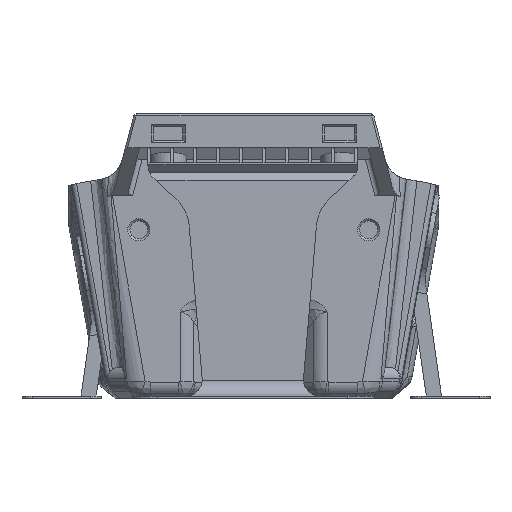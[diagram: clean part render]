
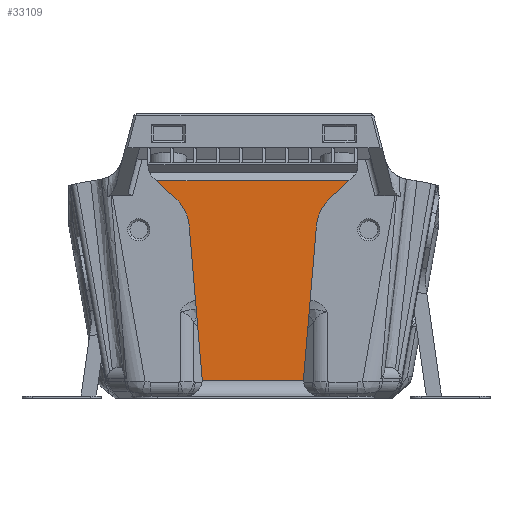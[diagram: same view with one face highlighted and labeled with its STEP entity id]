
A CAD part, front view. The second image highlights one B-rep face of the part: STEP entity #33109.
In plain terms, the highlighted planar face has unit normal (0, -1, 0).
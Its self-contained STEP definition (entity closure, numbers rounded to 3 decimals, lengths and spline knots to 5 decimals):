
#2039=CIRCLE('',#35909,0.003);
#2040=CIRCLE('',#35910,0.003);
#2041=CIRCLE('',#35911,0.008);
#2042=CIRCLE('',#35912,0.008);
#11965=ORIENTED_EDGE('',*,*,#17254,.T.);
#11966=ORIENTED_EDGE('',*,*,#17255,.T.);
#11967=ORIENTED_EDGE('',*,*,#17256,.T.);
#11968=ORIENTED_EDGE('',*,*,#17252,.F.);
#11969=ORIENTED_EDGE('',*,*,#17257,.T.);
#11970=ORIENTED_EDGE('',*,*,#17258,.T.);
#11971=ORIENTED_EDGE('',*,*,#17259,.F.);
#11972=ORIENTED_EDGE('',*,*,#17260,.F.);
#11973=ORIENTED_EDGE('',*,*,#17261,.T.);
#11974=ORIENTED_EDGE('',*,*,#17262,.T.);
#17252=EDGE_CURVE('',#20525,#20526,#23282,.T.);
#17254=EDGE_CURVE('',#20527,#20528,#2039,.T.);
#17255=EDGE_CURVE('',#20528,#20529,#23284,.F.);
#17256=EDGE_CURVE('',#20529,#20526,#2040,.T.);
#17257=EDGE_CURVE('',#20525,#20530,#2041,.T.);
#17258=EDGE_CURVE('',#20530,#20531,#23285,.T.);
#17259=EDGE_CURVE('',#20532,#20531,#23286,.T.);
#17260=EDGE_CURVE('',#20533,#20532,#23287,.T.);
#17261=EDGE_CURVE('',#20533,#20534,#2042,.T.);
#17262=EDGE_CURVE('',#20534,#20527,#23288,.T.);
#20525=VERTEX_POINT('',#63462);
#20526=VERTEX_POINT('',#63464);
#20527=VERTEX_POINT('',#63468);
#20528=VERTEX_POINT('',#63469);
#20529=VERTEX_POINT('',#63471);
#20530=VERTEX_POINT('',#63474);
#20531=VERTEX_POINT('',#63476);
#20532=VERTEX_POINT('',#63478);
#20533=VERTEX_POINT('',#63480);
#20534=VERTEX_POINT('',#63482);
#23282=LINE('',#63463,#26106);
#23284=LINE('',#63470,#26108);
#23285=LINE('',#63475,#26109);
#23286=LINE('',#63477,#26110);
#23287=LINE('',#63479,#26111);
#23288=LINE('',#63483,#26112);
#26106=VECTOR('',#43775,1.);
#26108=VECTOR('',#43781,1.);
#26109=VECTOR('',#43786,1.);
#26110=VECTOR('',#43787,1.);
#26111=VECTOR('',#43788,1.);
#26112=VECTOR('',#43791,1.);
#28271=EDGE_LOOP('',(#11965,#11966,#11967,#11968,#11969,#11970,#11971,#11972,
#11973,#11974));
#30259=FACE_BOUND('',#28271,.T.);
#31284=PLANE('',#35908);
#33109=ADVANCED_FACE('',(#30259),#31284,.F.);
#35908=AXIS2_PLACEMENT_3D('',#63466,#43777,#43778);
#35909=AXIS2_PLACEMENT_3D('',#63467,#43779,#43780);
#35910=AXIS2_PLACEMENT_3D('',#63472,#43782,#43783);
#35911=AXIS2_PLACEMENT_3D('',#63473,#43784,#43785);
#35912=AXIS2_PLACEMENT_3D('',#63481,#43789,#43790);
#43775=DIRECTION('',(-0.084,0.,-0.996));
#43777=DIRECTION('',(0.,1.,0.));
#43778=DIRECTION('',(0.,0.,1.));
#43779=DIRECTION('',(0.,1.,0.));
#43780=DIRECTION('',(0.,0.,1.));
#43781=DIRECTION('',(-1.,0.,0.));
#43782=DIRECTION('',(0.,1.,0.));
#43783=DIRECTION('',(0.,0.,1.));
#43784=DIRECTION('',(0.,1.,0.));
#43785=DIRECTION('',(0.,0.,1.));
#43786=DIRECTION('',(0.731,0.,0.682));
#43787=DIRECTION('',(1.,0.,0.));
#43788=DIRECTION('',(-0.731,0.,0.682));
#43789=DIRECTION('',(0.,1.,0.));
#43790=DIRECTION('',(0.,0.,1.));
#43791=DIRECTION('',(0.084,0.,-0.996));
#63462=CARTESIAN_POINT('',(0.01186,-0.03231,0.03258));
#63463=CARTESIAN_POINT('',(0.03648,-0.03231,0.32472));
#63464=CARTESIAN_POINT('',(0.00942,-0.03231,0.00365));
#63466=CARTESIAN_POINT('',(0.,-0.03231,0.3278));
#63467=CARTESIAN_POINT('',(-0.01277,-0.03231,0.0034));
#63468=CARTESIAN_POINT('',(-0.00978,-0.03231,0.00365));
#63469=CARTESIAN_POINT('',(-0.00977,-0.03231,0.0034));
#63470=CARTESIAN_POINT('',(0.00914,-0.03231,0.0034));
#63471=CARTESIAN_POINT('',(0.00941,-0.03231,0.0034));
#63472=CARTESIAN_POINT('',(0.01241,-0.03231,0.0034));
#63473=CARTESIAN_POINT('',(0.01983,-0.03231,0.03191));
#63474=CARTESIAN_POINT('',(0.01437,-0.03231,0.03776));
#63475=CARTESIAN_POINT('',(0.01674,-0.03231,0.03996));
#63476=CARTESIAN_POINT('',(0.01798,-0.03231,0.04112));
#63477=CARTESIAN_POINT('',(-0.06537,-0.03231,0.04112));
#63478=CARTESIAN_POINT('',(-0.01834,-0.03231,0.04112));
#63479=CARTESIAN_POINT('',(-0.0171,-0.03231,0.03996));
#63480=CARTESIAN_POINT('',(-0.01473,-0.03231,0.03776));
#63481=CARTESIAN_POINT('',(-0.02019,-0.03231,0.03191));
#63482=CARTESIAN_POINT('',(-0.01222,-0.03231,0.03258));
#63483=CARTESIAN_POINT('',(-0.03684,-0.03231,0.32469));
